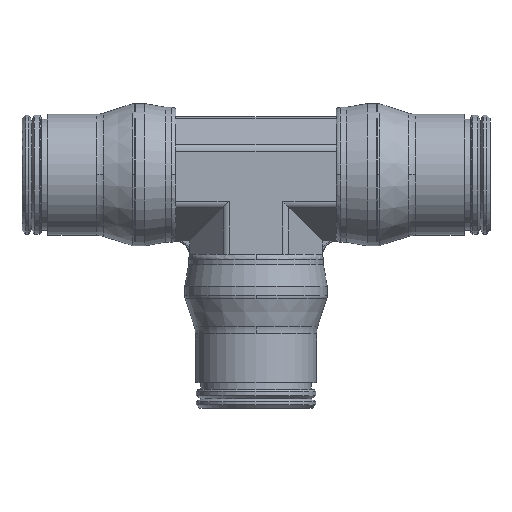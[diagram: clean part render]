
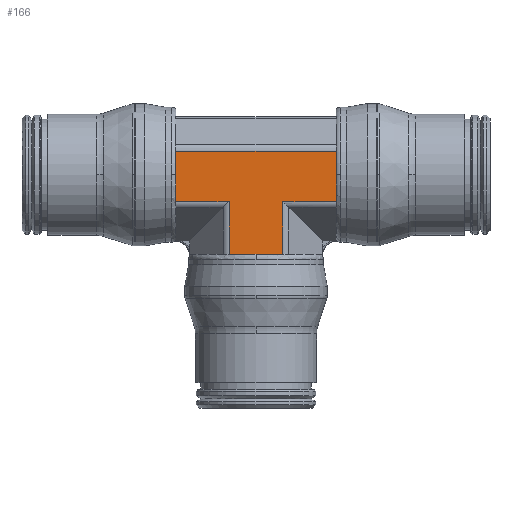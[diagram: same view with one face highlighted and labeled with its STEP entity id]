
A CAD part, top view. The second image highlights one B-rep face of the part: STEP entity #166.
In plain terms, the highlighted planar face has unit normal (0, 0, 1).
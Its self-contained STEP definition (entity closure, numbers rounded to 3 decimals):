
#166=ADVANCED_FACE('',(#463),#464,.T.);
#463=FACE_OUTER_BOUND('',#814,.T.);
#464=PLANE('',#815);
#814=EDGE_LOOP('',(#1843,#1844,#1845,#1846,#1847,#1848,#1849,#1850));
#815=AXIS2_PLACEMENT_3D('',#1851,#1852,#1853);
#1843=ORIENTED_EDGE('',*,*,#2604,.F.);
#1844=ORIENTED_EDGE('',*,*,#2584,.T.);
#1845=ORIENTED_EDGE('',*,*,#2558,.T.);
#1846=ORIENTED_EDGE('',*,*,#2554,.F.);
#1847=ORIENTED_EDGE('',*,*,#2606,.F.);
#1848=ORIENTED_EDGE('',*,*,#2607,.T.);
#1849=ORIENTED_EDGE('',*,*,#2608,.T.);
#1850=ORIENTED_EDGE('',*,*,#2609,.T.);
#1851=CARTESIAN_POINT('',(-20.9,-0.233,7.5));
#1852=DIRECTION('',(0.,0.,1.0));
#1853=DIRECTION('',(0.,1.0,0.));
#2554=EDGE_CURVE('',#3173,#3175,#3176,.T.);
#2558=EDGE_CURVE('',#3182,#3175,#3183,.T.);
#2584=EDGE_CURVE('',#3212,#3182,#3214,.T.);
#2604=EDGE_CURVE('',#3212,#3246,#3247,.T.);
#2606=EDGE_CURVE('',#3249,#3173,#3250,.T.);
#2607=EDGE_CURVE('',#3249,#3251,#3252,.T.);
#2608=EDGE_CURVE('',#3251,#3253,#3254,.T.);
#2609=EDGE_CURVE('',#3253,#3246,#3255,.T.);
#3173=VERTEX_POINT('',#4066);
#3175=VERTEX_POINT('',#4068);
#3176=LINE('',#4069,#4070);
#3182=VERTEX_POINT('',#4077);
#3183=LINE('',#4078,#4079);
#3212=VERTEX_POINT('',#4126);
#3214=LINE('',#4128,#4129);
#3246=VERTEX_POINT('',#4189);
#3247=LINE('',#4190,#4191);
#3249=VERTEX_POINT('',#4193);
#3250=LINE('',#4194,#4195);
#3251=VERTEX_POINT('',#4196);
#3252=LINE('',#4197,#4198);
#3253=VERTEX_POINT('',#4199);
#3254=LINE('',#4200,#4201);
#3255=LINE('',#4202,#4203);
#4066=CARTESIAN_POINT('',(-29.2,-3.8,7.5));
#4068=CARTESIAN_POINT('',(-29.2,-11.253,7.5));
#4069=CARTESIAN_POINT('',(-29.2,0.,7.5));
#4070=VECTOR('',#4936,1.0);
#4077=CARTESIAN_POINT('',(-36.8,-11.253,7.5));
#4078=CARTESIAN_POINT('',(-30.685,-11.253,7.5));
#4079=VECTOR('',#4944,1.0);
#4126=CARTESIAN_POINT('',(-36.8,-3.8,7.5));
#4128=CARTESIAN_POINT('',(-36.8,0.,7.5));
#4129=VECTOR('',#5006,1.0);
#4189=CARTESIAN_POINT('',(-44.308,-3.8,7.5));
#4190=CARTESIAN_POINT('',(-20.9,-3.8,7.5));
#4191=VECTOR('',#5030,1.0);
#4193=CARTESIAN_POINT('',(-21.692,-3.8,7.5));
#4194=CARTESIAN_POINT('',(-20.9,-3.8,7.5));
#4195=VECTOR('',#5034,1.0);
#4196=CARTESIAN_POINT('',(-21.692,3.335,7.5));
#4197=CARTESIAN_POINT('',(-21.692,2.198,7.5));
#4198=VECTOR('',#5035,1.0);
#4199=CARTESIAN_POINT('',(-44.308,3.335,7.5));
#4200=CARTESIAN_POINT('',(-20.9,3.335,7.5));
#4201=VECTOR('',#5036,1.0);
#4202=CARTESIAN_POINT('',(-44.308,2.198,7.5));
#4203=VECTOR('',#5037,1.0);
#4936=DIRECTION('',(0.,-1.0,0.));
#4944=DIRECTION('',(1.0,0.,0.));
#5006=DIRECTION('',(0.,-1.0,0.));
#5030=DIRECTION('',(-1.0,0.0,0.));
#5034=DIRECTION('',(-1.0,0.0,0.));
#5035=DIRECTION('',(0.0,1.0,0.));
#5036=DIRECTION('',(-1.0,0.0,0.));
#5037=DIRECTION('',(0.,-1.0,0.));
